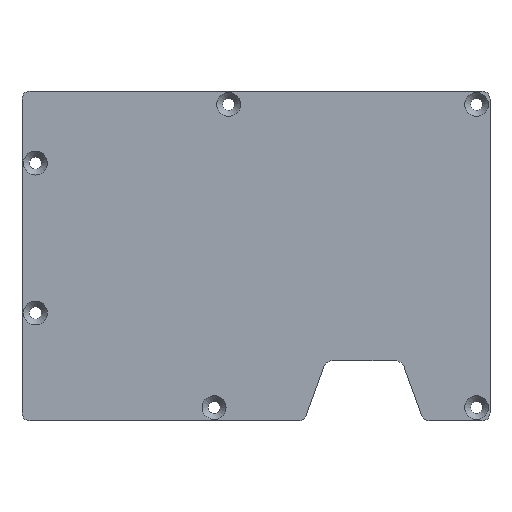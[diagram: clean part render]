
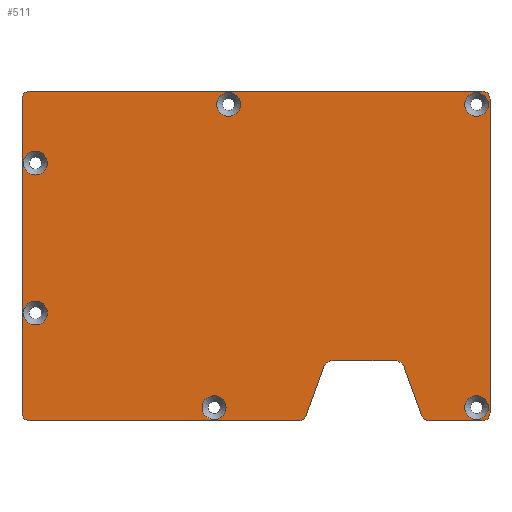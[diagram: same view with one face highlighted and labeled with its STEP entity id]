
A CAD part, top view. The second image highlights one B-rep face of the part: STEP entity #511.
In plain terms, the highlighted planar face has unit normal (0, 0, 1).
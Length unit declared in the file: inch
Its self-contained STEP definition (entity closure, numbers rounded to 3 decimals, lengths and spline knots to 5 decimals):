
#15=LINE('',#829,#47);
#16=LINE('',#833,#48);
#17=LINE('',#837,#49);
#18=LINE('',#841,#50);
#19=LINE('',#845,#51);
#20=LINE('',#849,#52);
#21=LINE('',#853,#53);
#22=LINE('',#856,#54);
#47=VECTOR('',#679,39.37008);
#48=VECTOR('',#682,39.37008);
#49=VECTOR('',#685,39.37008);
#50=VECTOR('',#688,39.37008);
#51=VECTOR('',#691,39.37008);
#52=VECTOR('',#694,39.37008);
#53=VECTOR('',#697,39.37008);
#54=VECTOR('',#700,39.37008);
#79=PLANE('',#579);
#115=FACE_BOUND('',#182,.T.);
#116=FACE_BOUND('',#183,.T.);
#117=FACE_BOUND('',#184,.T.);
#118=FACE_BOUND('',#185,.T.);
#119=FACE_BOUND('',#186,.T.);
#120=FACE_BOUND('',#187,.T.);
#139=FACE_OUTER_BOUND('',#181,.T.);
#181=EDGE_LOOP('',(#385,#386,#387,#388,#389,#390,#391,#392,#393,#394,#395,
#396,#397,#398,#399,#400));
#182=EDGE_LOOP('',(#401));
#183=EDGE_LOOP('',(#402));
#184=EDGE_LOOP('',(#403));
#185=EDGE_LOOP('',(#404));
#186=EDGE_LOOP('',(#405));
#187=EDGE_LOOP('',(#406));
#212=CIRCLE('',#551,0.08685);
#215=CIRCLE('',#556,0.08685);
#218=CIRCLE('',#561,0.08685);
#221=CIRCLE('',#566,0.08685);
#224=CIRCLE('',#571,0.08685);
#227=CIRCLE('',#576,0.08685);
#229=CIRCLE('',#580,0.058);
#230=CIRCLE('',#581,0.058);
#231=CIRCLE('',#582,0.058);
#232=CIRCLE('',#583,0.058);
#233=CIRCLE('',#584,0.068);
#234=CIRCLE('',#585,0.068);
#235=CIRCLE('',#586,0.058);
#236=CIRCLE('',#587,0.058);
#246=VERTEX_POINT('',#779);
#249=VERTEX_POINT('',#787);
#252=VERTEX_POINT('',#795);
#255=VERTEX_POINT('',#803);
#258=VERTEX_POINT('',#811);
#261=VERTEX_POINT('',#819);
#263=VERTEX_POINT('',#825);
#264=VERTEX_POINT('',#826);
#265=VERTEX_POINT('',#828);
#266=VERTEX_POINT('',#830);
#267=VERTEX_POINT('',#832);
#268=VERTEX_POINT('',#834);
#269=VERTEX_POINT('',#836);
#270=VERTEX_POINT('',#838);
#271=VERTEX_POINT('',#840);
#272=VERTEX_POINT('',#842);
#273=VERTEX_POINT('',#844);
#274=VERTEX_POINT('',#846);
#275=VERTEX_POINT('',#848);
#276=VERTEX_POINT('',#850);
#277=VERTEX_POINT('',#852);
#278=VERTEX_POINT('',#854);
#296=EDGE_CURVE('',#246,#246,#212,.T.);
#299=EDGE_CURVE('',#249,#249,#215,.T.);
#302=EDGE_CURVE('',#252,#252,#218,.T.);
#305=EDGE_CURVE('',#255,#255,#221,.T.);
#308=EDGE_CURVE('',#258,#258,#224,.T.);
#311=EDGE_CURVE('',#261,#261,#227,.T.);
#313=EDGE_CURVE('',#263,#264,#229,.T.);
#314=EDGE_CURVE('',#264,#265,#15,.T.);
#315=EDGE_CURVE('',#265,#266,#230,.T.);
#316=EDGE_CURVE('',#266,#267,#16,.T.);
#317=EDGE_CURVE('',#267,#268,#231,.T.);
#318=EDGE_CURVE('',#268,#269,#17,.T.);
#319=EDGE_CURVE('',#269,#270,#232,.T.);
#320=EDGE_CURVE('',#270,#271,#18,.T.);
#321=EDGE_CURVE('',#271,#272,#233,.T.);
#322=EDGE_CURVE('',#272,#273,#19,.T.);
#323=EDGE_CURVE('',#273,#274,#234,.T.);
#324=EDGE_CURVE('',#274,#275,#20,.T.);
#325=EDGE_CURVE('',#275,#276,#235,.T.);
#326=EDGE_CURVE('',#276,#277,#21,.T.);
#327=EDGE_CURVE('',#277,#278,#236,.T.);
#328=EDGE_CURVE('',#278,#263,#22,.T.);
#385=ORIENTED_EDGE('',*,*,#313,.T.);
#386=ORIENTED_EDGE('',*,*,#314,.T.);
#387=ORIENTED_EDGE('',*,*,#315,.T.);
#388=ORIENTED_EDGE('',*,*,#316,.T.);
#389=ORIENTED_EDGE('',*,*,#317,.T.);
#390=ORIENTED_EDGE('',*,*,#318,.T.);
#391=ORIENTED_EDGE('',*,*,#319,.T.);
#392=ORIENTED_EDGE('',*,*,#320,.T.);
#393=ORIENTED_EDGE('',*,*,#321,.T.);
#394=ORIENTED_EDGE('',*,*,#322,.T.);
#395=ORIENTED_EDGE('',*,*,#323,.T.);
#396=ORIENTED_EDGE('',*,*,#324,.T.);
#397=ORIENTED_EDGE('',*,*,#325,.T.);
#398=ORIENTED_EDGE('',*,*,#326,.T.);
#399=ORIENTED_EDGE('',*,*,#327,.T.);
#400=ORIENTED_EDGE('',*,*,#328,.T.);
#401=ORIENTED_EDGE('',*,*,#296,.F.);
#402=ORIENTED_EDGE('',*,*,#299,.F.);
#403=ORIENTED_EDGE('',*,*,#302,.F.);
#404=ORIENTED_EDGE('',*,*,#305,.F.);
#405=ORIENTED_EDGE('',*,*,#308,.F.);
#406=ORIENTED_EDGE('',*,*,#311,.F.);
#511=ADVANCED_FACE('',(#139,#115,#116,#117,#118,#119,#120),#79,.T.);
#551=AXIS2_PLACEMENT_3D('',#780,#619,#620);
#556=AXIS2_PLACEMENT_3D('',#788,#629,#630);
#561=AXIS2_PLACEMENT_3D('',#796,#639,#640);
#566=AXIS2_PLACEMENT_3D('',#804,#649,#650);
#571=AXIS2_PLACEMENT_3D('',#812,#659,#660);
#576=AXIS2_PLACEMENT_3D('',#820,#669,#670);
#579=AXIS2_PLACEMENT_3D('',#824,#675,#676);
#580=AXIS2_PLACEMENT_3D('',#827,#677,#678);
#581=AXIS2_PLACEMENT_3D('',#831,#680,#681);
#582=AXIS2_PLACEMENT_3D('',#835,#683,#684);
#583=AXIS2_PLACEMENT_3D('',#839,#686,#687);
#584=AXIS2_PLACEMENT_3D('',#843,#689,#690);
#585=AXIS2_PLACEMENT_3D('',#847,#692,#693);
#586=AXIS2_PLACEMENT_3D('',#851,#695,#696);
#587=AXIS2_PLACEMENT_3D('',#855,#698,#699);
#619=DIRECTION('center_axis',(0.,0.,1.));
#620=DIRECTION('ref_axis',(1.,0.,0.));
#629=DIRECTION('center_axis',(0.,0.,1.));
#630=DIRECTION('ref_axis',(1.,0.,0.));
#639=DIRECTION('center_axis',(0.,0.,1.));
#640=DIRECTION('ref_axis',(1.,0.,0.));
#649=DIRECTION('center_axis',(0.,0.,1.));
#650=DIRECTION('ref_axis',(1.,0.,0.));
#659=DIRECTION('center_axis',(0.,0.,1.));
#660=DIRECTION('ref_axis',(1.,0.,0.));
#669=DIRECTION('center_axis',(0.,0.,1.));
#670=DIRECTION('ref_axis',(1.,0.,0.));
#675=DIRECTION('center_axis',(0.,0.,1.));
#676=DIRECTION('ref_axis',(1.,0.,0.));
#677=DIRECTION('center_axis',(0.,0.,1.));
#678=DIRECTION('ref_axis',(1.,0.,0.));
#679=DIRECTION('',(-1.,0.,0.));
#680=DIRECTION('center_axis',(0.,0.,1.));
#681=DIRECTION('ref_axis',(1.,0.,0.));
#682=DIRECTION('',(0.,-1.,0.));
#683=DIRECTION('center_axis',(0.,0.,1.));
#684=DIRECTION('ref_axis',(1.,0.,0.));
#685=DIRECTION('',(1.,0.,0.));
#686=DIRECTION('center_axis',(0.,0.,1.));
#687=DIRECTION('ref_axis',(1.,0.,0.));
#688=DIRECTION('',(0.34,0.94,0.));
#689=DIRECTION('center_axis',(0.,0.,-1.));
#690=DIRECTION('ref_axis',(1.,0.,0.));
#691=DIRECTION('',(1.,0.,0.));
#692=DIRECTION('center_axis',(0.,0.,-1.));
#693=DIRECTION('ref_axis',(1.,0.,0.));
#694=DIRECTION('',(0.34,-0.94,0.));
#695=DIRECTION('center_axis',(0.,0.,1.));
#696=DIRECTION('ref_axis',(1.,0.,0.));
#697=DIRECTION('',(1.,0.,0.));
#698=DIRECTION('center_axis',(0.,0.,1.));
#699=DIRECTION('ref_axis',(1.,0.,0.));
#700=DIRECTION('',(0.,1.,0.));
#779=CARTESIAN_POINT('',(-3.20115,1.863,0.06));
#780=CARTESIAN_POINT('Origin',(-3.288,1.863,0.06));
#787=CARTESIAN_POINT('',(-3.20115,0.777,0.06));
#788=CARTESIAN_POINT('Origin',(-3.288,0.777,0.06));
#795=CARTESIAN_POINT('',(-1.80115,2.288,0.06));
#796=CARTESIAN_POINT('Origin',(-1.888,2.288,0.06));
#803=CARTESIAN_POINT('',(-0.00515,2.288,0.06));
#804=CARTESIAN_POINT('Origin',(-0.092,2.288,0.06));
#811=CARTESIAN_POINT('',(-0.00515,0.092,0.06));
#812=CARTESIAN_POINT('Origin',(-0.092,0.092,0.06));
#819=CARTESIAN_POINT('',(-1.90665,0.092,0.06));
#820=CARTESIAN_POINT('Origin',(-1.9935,0.092,0.06));
#824=CARTESIAN_POINT('Origin',(-3.327,2.327,0.06));
#825=CARTESIAN_POINT('',(0.005,2.327,0.06));
#826=CARTESIAN_POINT('',(-0.053,2.385,0.06));
#827=CARTESIAN_POINT('Origin',(-0.053,2.327,0.06));
#828=CARTESIAN_POINT('',(-3.327,2.385,0.06));
#829=CARTESIAN_POINT('',(-0.053,2.385,0.06));
#830=CARTESIAN_POINT('',(-3.385,2.327,0.06));
#831=CARTESIAN_POINT('Origin',(-3.327,2.327,0.06));
#832=CARTESIAN_POINT('',(-3.385,0.053,0.06));
#833=CARTESIAN_POINT('',(-3.385,2.327,0.06));
#834=CARTESIAN_POINT('',(-3.327,-0.005,0.06));
#835=CARTESIAN_POINT('Origin',(-3.327,0.053,0.06));
#836=CARTESIAN_POINT('',(-1.382,-0.005,0.06));
#837=CARTESIAN_POINT('',(-3.327,-0.005,0.06));
#838=CARTESIAN_POINT('',(-1.32745,0.03329,0.06));
#839=CARTESIAN_POINT('Origin',(-1.382,0.053,0.06));
#840=CARTESIAN_POINT('',(-1.19995,0.38611,0.06));
#841=CARTESIAN_POINT('',(-1.32745,0.03329,0.06));
#842=CARTESIAN_POINT('',(-1.136,0.431,0.06));
#843=CARTESIAN_POINT('Origin',(-1.136,0.363,0.06));
#844=CARTESIAN_POINT('',(-0.681,0.431,0.06));
#845=CARTESIAN_POINT('',(-1.136,0.431,0.06));
#846=CARTESIAN_POINT('',(-0.61705,0.38611,0.06));
#847=CARTESIAN_POINT('Origin',(-0.681,0.363,0.06));
#848=CARTESIAN_POINT('',(-0.48955,0.03329,0.06));
#849=CARTESIAN_POINT('',(-0.61705,0.38611,0.06));
#850=CARTESIAN_POINT('',(-0.435,-0.005,0.06));
#851=CARTESIAN_POINT('Origin',(-0.435,0.053,0.06));
#852=CARTESIAN_POINT('',(-0.053,-0.005,0.06));
#853=CARTESIAN_POINT('',(-0.435,-0.005,0.06));
#854=CARTESIAN_POINT('',(0.005,0.053,0.06));
#855=CARTESIAN_POINT('Origin',(-0.053,0.053,0.06));
#856=CARTESIAN_POINT('',(0.005,0.053,0.06));
